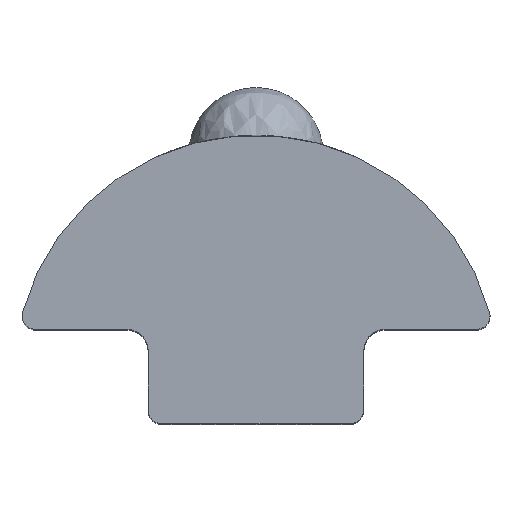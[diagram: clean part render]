
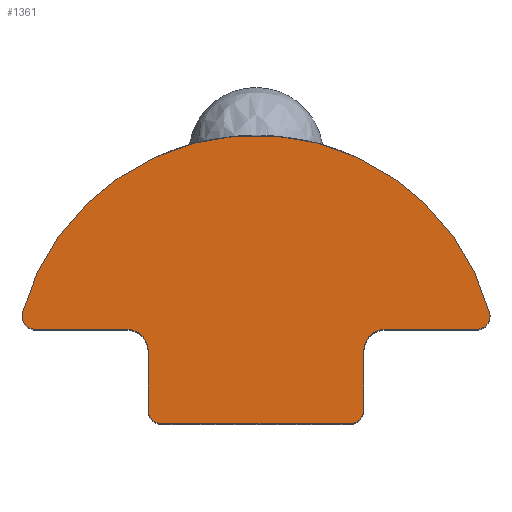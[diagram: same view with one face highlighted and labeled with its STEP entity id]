
A CAD part, top view. The second image highlights one B-rep face of the part: STEP entity #1361.
In plain terms, the highlighted planar face has unit normal (0, 0, 1).
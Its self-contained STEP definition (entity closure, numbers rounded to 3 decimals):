
#27 = CARTESIAN_POINT ( 'NONE',  ( -8.664, -1.215, 10. ) ) ;
#48 = VERTEX_POINT ( 'NONE', #1280 ) ;
#68 = VERTEX_POINT ( 'NONE', #27 ) ;
#99 = CARTESIAN_POINT ( 'NONE',  ( 4., -0.464, 10. ) ) ;
#152 = CIRCLE ( 'NONE', #562, 0.5 ) ;
#164 = CIRCLE ( 'NONE', #3039, 0.8 ) ;
#197 = ORIENTED_EDGE ( 'NONE', *, *, #890, .T. ) ;
#207 = LINE ( 'NONE', #2459, #487 ) ;
#313 = DIRECTION ( 'NONE',  ( 1., 0., 0. ) ) ;
#325 = EDGE_CURVE ( 'NONE', #48, #1710, #1063, .T. ) ;
#356 = ORIENTED_EDGE ( 'NONE', *, *, #2732, .T. ) ;
#392 = CARTESIAN_POINT ( 'NONE',  ( -8.183, -1.85, 10. ) ) ;
#466 = VERTEX_POINT ( 'NONE', #1996 ) ;
#468 = CARTESIAN_POINT ( 'NONE',  ( 0., -1.85, 10. ) ) ;
#487 = VECTOR ( 'NONE', #2721, 1000. ) ;
#495 = LINE ( 'NONE', #2954, #1145 ) ;
#504 = EDGE_CURVE ( 'NONE', #2067, #466, #164, .T. ) ;
#562 = AXIS2_PLACEMENT_3D ( 'NONE', #1219, #1998, #1523 ) ;
#565 = ORIENTED_EDGE ( 'NONE', *, *, #1139, .F. ) ;
#584 = LINE ( 'NONE', #99, #3180 ) ;
#594 = CARTESIAN_POINT ( 'NONE',  ( 8.683, -1.35, 10. ) ) ;
#608 = VERTEX_POINT ( 'NONE', #2795 ) ;
#624 = DIRECTION ( 'NONE',  ( 0., 0., -1. ) ) ;
#684 = CIRCLE ( 'NONE', #1216, 0.5 ) ;
#818 = VERTEX_POINT ( 'NONE', #392 ) ;
#819 = EDGE_CURVE ( 'NONE', #68, #2977, #2398, .T. ) ;
#890 = EDGE_CURVE ( 'NONE', #2613, #1644, #1618, .T. ) ;
#940 = DIRECTION ( 'NONE',  ( 0., 0., -1. ) ) ;
#950 = AXIS2_PLACEMENT_3D ( 'NONE', #1616, #2621, #1124 ) ;
#1002 = AXIS2_PLACEMENT_3D ( 'NONE', #2883, #940, #1853 ) ;
#1029 = DIRECTION ( 'NONE',  ( 1., 0., 0. ) ) ;
#1063 = CIRCLE ( 'NONE', #2038, 0.8 ) ;
#1124 = DIRECTION ( 'NONE',  ( 1., 0., 0. ) ) ;
#1139 = EDGE_CURVE ( 'NONE', #2613, #1834, #684, .T. ) ;
#1145 = VECTOR ( 'NONE', #2427, 1000. ) ;
#1146 = CARTESIAN_POINT ( 'NONE',  ( -4.8, -1.85, 10. ) ) ;
#1150 = DIRECTION ( 'NONE',  ( 1., 0., 0. ) ) ;
#1216 = AXIS2_PLACEMENT_3D ( 'NONE', #2555, #2282, #313 ) ;
#1219 = CARTESIAN_POINT ( 'NONE',  ( 8.183, -1.35, 10. ) ) ;
#1233 = DIRECTION ( 'NONE',  ( 1., 0., 0. ) ) ;
#1280 = CARTESIAN_POINT ( 'NONE',  ( 4., -2.65, 10. ) ) ;
#1296 = VERTEX_POINT ( 'NONE', #1451 ) ;
#1336 = EDGE_CURVE ( 'NONE', #1296, #1644, #2347, .T. ) ;
#1361 = ADVANCED_FACE ( 'NONE', ( #2591 ), #2365, .T. ) ;
#1366 = DIRECTION ( 'NONE',  ( 1., 0., 0. ) ) ;
#1392 = CARTESIAN_POINT ( 'NONE',  ( 8.664, -1.215, 10. ) ) ;
#1451 = CARTESIAN_POINT ( 'NONE',  ( 4., -4.85, 10. ) ) ;
#1467 = AXIS2_PLACEMENT_3D ( 'NONE', #1859, #624, #1150 ) ;
#1523 = DIRECTION ( 'NONE',  ( 1., 0., 0. ) ) ;
#1559 = EDGE_CURVE ( 'NONE', #1296, #48, #584, .T. ) ;
#1596 = ORIENTED_EDGE ( 'NONE', *, *, #2658, .F. ) ;
#1615 = AXIS2_PLACEMENT_3D ( 'NONE', #3131, #2120, #1366 ) ;
#1616 = CARTESIAN_POINT ( 'NONE',  ( 3.5, -4.85, 10. ) ) ;
#1618 = LINE ( 'NONE', #2673, #3093 ) ;
#1644 = VERTEX_POINT ( 'NONE', #2846 ) ;
#1660 = VERTEX_POINT ( 'NONE', #594 ) ;
#1695 = DIRECTION ( 'NONE',  ( 0., 0., -1. ) ) ;
#1710 = VERTEX_POINT ( 'NONE', #1881 ) ;
#1711 = CARTESIAN_POINT ( 'NONE',  ( -8.183, -1.35, 10. ) ) ;
#1786 = ORIENTED_EDGE ( 'NONE', *, *, #2695, .F. ) ;
#1834 = VERTEX_POINT ( 'NONE', #2461 ) ;
#1853 = DIRECTION ( 'NONE',  ( 1., 0., 0. ) ) ;
#1859 = CARTESIAN_POINT ( 'NONE',  ( 8.183, -1.35, 10. ) ) ;
#1881 = CARTESIAN_POINT ( 'NONE',  ( 4.8, -1.85, 10. ) ) ;
#1927 = CARTESIAN_POINT ( 'NONE',  ( 4.8, -2.65, 10. ) ) ;
#1948 = EDGE_LOOP ( 'NONE', ( #2632, #3113, #3209, #1786, #3127, #2694, #1596, #356, #2743, #2430, #565, #197, #2249 ) ) ;
#1996 = CARTESIAN_POINT ( 'NONE',  ( -4., -2.65, 10. ) ) ;
#1998 = DIRECTION ( 'NONE',  ( 0., 0., -1. ) ) ;
#2038 = AXIS2_PLACEMENT_3D ( 'NONE', #1927, #1695, #3207 ) ;
#2067 = VERTEX_POINT ( 'NONE', #1146 ) ;
#2120 = DIRECTION ( 'NONE',  ( 0., 0., 1. ) ) ;
#2249 = ORIENTED_EDGE ( 'NONE', *, *, #1336, .F. ) ;
#2266 = EDGE_CURVE ( 'NONE', #1710, #608, #495, .T. ) ;
#2282 = DIRECTION ( 'NONE',  ( 0., 0., -1. ) ) ;
#2347 = CIRCLE ( 'NONE', #950, 0.5 ) ;
#2365 = PLANE ( 'NONE',  #1615 ) ;
#2385 = DIRECTION ( 'NONE',  ( 1., 0., 0. ) ) ;
#2398 = CIRCLE ( 'NONE', #1002, 9. ) ;
#2424 = CARTESIAN_POINT ( 'NONE',  ( -3.5, -5.35, 10. ) ) ;
#2427 = DIRECTION ( 'NONE',  ( 1., 0., 0. ) ) ;
#2430 = ORIENTED_EDGE ( 'NONE', *, *, #3182, .T. ) ;
#2437 = AXIS2_PLACEMENT_3D ( 'NONE', #1711, #2740, #2707 ) ;
#2459 = CARTESIAN_POINT ( 'NONE',  ( -4., -0.464, 10. ) ) ;
#2461 = CARTESIAN_POINT ( 'NONE',  ( -4., -4.85, 10. ) ) ;
#2527 = DIRECTION ( 'NONE',  ( 0., 0., -1. ) ) ;
#2555 = CARTESIAN_POINT ( 'NONE',  ( -3.5, -4.85, 10. ) ) ;
#2591 = FACE_OUTER_BOUND ( 'NONE', #1948, .T. ) ;
#2613 = VERTEX_POINT ( 'NONE', #2424 ) ;
#2621 = DIRECTION ( 'NONE',  ( 0., 0., -1. ) ) ;
#2632 = ORIENTED_EDGE ( 'NONE', *, *, #1559, .T. ) ;
#2654 = VECTOR ( 'NONE', #1233, 1000. ) ;
#2658 = EDGE_CURVE ( 'NONE', #818, #68, #2862, .T. ) ;
#2673 = CARTESIAN_POINT ( 'NONE',  ( 0., -5.35, 10. ) ) ;
#2694 = ORIENTED_EDGE ( 'NONE', *, *, #819, .F. ) ;
#2695 = EDGE_CURVE ( 'NONE', #1660, #608, #152, .T. ) ;
#2707 = DIRECTION ( 'NONE',  ( 1., 0., 0. ) ) ;
#2721 = DIRECTION ( 'NONE',  ( 0., -1., 0. ) ) ;
#2732 = EDGE_CURVE ( 'NONE', #818, #2067, #2758, .T. ) ;
#2740 = DIRECTION ( 'NONE',  ( 0., 0., -1. ) ) ;
#2743 = ORIENTED_EDGE ( 'NONE', *, *, #504, .T. ) ;
#2758 = LINE ( 'NONE', #468, #2654 ) ;
#2795 = CARTESIAN_POINT ( 'NONE',  ( 8.183, -1.85, 10. ) ) ;
#2846 = CARTESIAN_POINT ( 'NONE',  ( 3.5, -5.35, 10. ) ) ;
#2859 = DIRECTION ( 'NONE',  ( 0., 1., 0. ) ) ;
#2862 = CIRCLE ( 'NONE', #2437, 0.5 ) ;
#2883 = CARTESIAN_POINT ( 'NONE',  ( 0., -3.65, 10. ) ) ;
#2954 = CARTESIAN_POINT ( 'NONE',  ( 0., -1.85, 10. ) ) ;
#2977 = VERTEX_POINT ( 'NONE', #1392 ) ;
#2984 = CIRCLE ( 'NONE', #1467, 0.5 ) ;
#3039 = AXIS2_PLACEMENT_3D ( 'NONE', #3238, #2527, #1029 ) ;
#3068 = EDGE_CURVE ( 'NONE', #2977, #1660, #2984, .T. ) ;
#3093 = VECTOR ( 'NONE', #2385, 1000. ) ;
#3113 = ORIENTED_EDGE ( 'NONE', *, *, #325, .T. ) ;
#3127 = ORIENTED_EDGE ( 'NONE', *, *, #3068, .F. ) ;
#3131 = CARTESIAN_POINT ( 'NONE',  ( 0., -0.464, 10. ) ) ;
#3180 = VECTOR ( 'NONE', #2859, 1000. ) ;
#3182 = EDGE_CURVE ( 'NONE', #466, #1834, #207, .T. ) ;
#3207 = DIRECTION ( 'NONE',  ( 1., 0., 0. ) ) ;
#3209 = ORIENTED_EDGE ( 'NONE', *, *, #2266, .T. ) ;
#3238 = CARTESIAN_POINT ( 'NONE',  ( -4.8, -2.65, 10. ) ) ;
